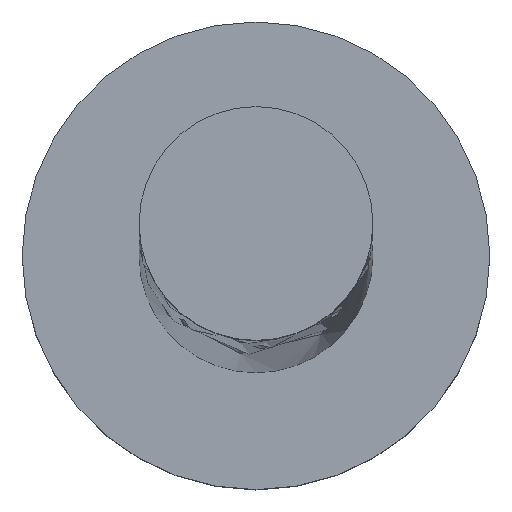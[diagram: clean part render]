
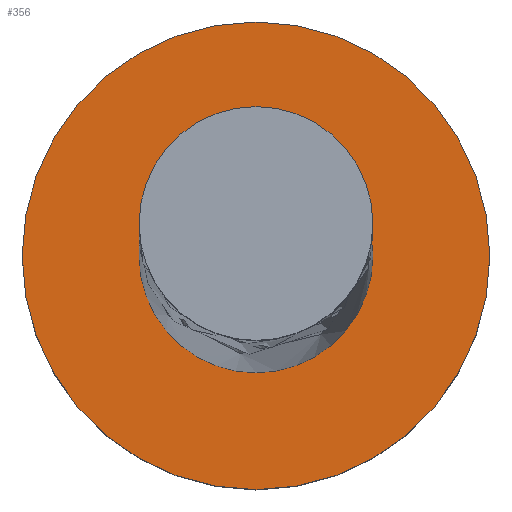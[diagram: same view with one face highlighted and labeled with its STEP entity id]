
A CAD part, top view. The second image highlights one B-rep face of the part: STEP entity #356.
In plain terms, the highlighted planar face has unit normal (0, 0, 1).
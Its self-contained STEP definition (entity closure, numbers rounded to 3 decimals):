
#12 = VERTEX_POINT ( 'NONE', #728 ) ;
#54 = CARTESIAN_POINT ( 'NONE',  ( -2.5, 0., 2. ) ) ;
#78 = FACE_OUTER_BOUND ( 'NONE', #668, .T. ) ;
#204 = DIRECTION ( 'NONE',  ( 0., 0., 1. ) ) ;
#210 = AXIS2_PLACEMENT_3D ( 'NONE', #797, #439, #669 ) ;
#217 = DIRECTION ( 'NONE',  ( 1., 0., 0. ) ) ;
#224 = CARTESIAN_POINT ( 'NONE',  ( 0., 0., 2. ) ) ;
#270 = AXIS2_PLACEMENT_3D ( 'NONE', #1588, #204, #575 ) ;
#291 = FACE_BOUND ( 'NONE', #691, .T. ) ;
#338 = CARTESIAN_POINT ( 'NONE',  ( 0., 0., 2. ) ) ;
#356 = ADVANCED_FACE ( 'NONE', ( #291, #78 ), #1326, .T. ) ;
#377 = DIRECTION ( 'NONE',  ( 1., 0., 0. ) ) ;
#434 = CIRCLE ( 'NONE', #594, 1.25 ) ;
#435 = AXIS2_PLACEMENT_3D ( 'NONE', #1372, #990, #377 ) ;
#439 = DIRECTION ( 'NONE',  ( 0., 0., 1. ) ) ;
#450 = VERTEX_POINT ( 'NONE', #54 ) ;
#457 = EDGE_CURVE ( 'NONE', #450, #12, #1514, .T. ) ;
#464 = DIRECTION ( 'NONE',  ( 0., 0., 1. ) ) ;
#466 = ORIENTED_EDGE ( 'NONE', *, *, #1231, .F. ) ;
#500 = VERTEX_POINT ( 'NONE', #1079 ) ;
#522 = ORIENTED_EDGE ( 'NONE', *, *, #457, .T. ) ;
#575 = DIRECTION ( 'NONE',  ( 1., 0., 0. ) ) ;
#594 = AXIS2_PLACEMENT_3D ( 'NONE', #224, #464, #217 ) ;
#668 = EDGE_LOOP ( 'NONE', ( #522, #1574 ) ) ;
#669 = DIRECTION ( 'NONE',  ( 1., 0., 0. ) ) ;
#691 = EDGE_LOOP ( 'NONE', ( #1035, #466 ) ) ;
#693 = DIRECTION ( 'NONE',  ( 0., 0., 1. ) ) ;
#697 = AXIS2_PLACEMENT_3D ( 'NONE', #338, #693, #949 ) ;
#728 = CARTESIAN_POINT ( 'NONE',  ( 2.5, 0., 2. ) ) ;
#776 = CIRCLE ( 'NONE', #435, 2.5 ) ;
#797 = CARTESIAN_POINT ( 'NONE',  ( 0., 0., 2. ) ) ;
#841 = VERTEX_POINT ( 'NONE', #989 ) ;
#949 = DIRECTION ( 'NONE',  ( 1., 0., 0. ) ) ;
#989 = CARTESIAN_POINT ( 'NONE',  ( 1.25, 0., 2. ) ) ;
#990 = DIRECTION ( 'NONE',  ( 0., 0., 1. ) ) ;
#1035 = ORIENTED_EDGE ( 'NONE', *, *, #1294, .F. ) ;
#1079 = CARTESIAN_POINT ( 'NONE',  ( -1.25, 0., 2. ) ) ;
#1231 = EDGE_CURVE ( 'NONE', #841, #500, #1596, .T. ) ;
#1294 = EDGE_CURVE ( 'NONE', #500, #841, #434, .T. ) ;
#1326 = PLANE ( 'NONE',  #210 ) ;
#1372 = CARTESIAN_POINT ( 'NONE',  ( 0., 0., 2. ) ) ;
#1514 = CIRCLE ( 'NONE', #270, 2.5 ) ;
#1574 = ORIENTED_EDGE ( 'NONE', *, *, #1585, .T. ) ;
#1585 = EDGE_CURVE ( 'NONE', #12, #450, #776, .T. ) ;
#1588 = CARTESIAN_POINT ( 'NONE',  ( 0., 0., 2. ) ) ;
#1596 = CIRCLE ( 'NONE', #697, 1.25 ) ;
